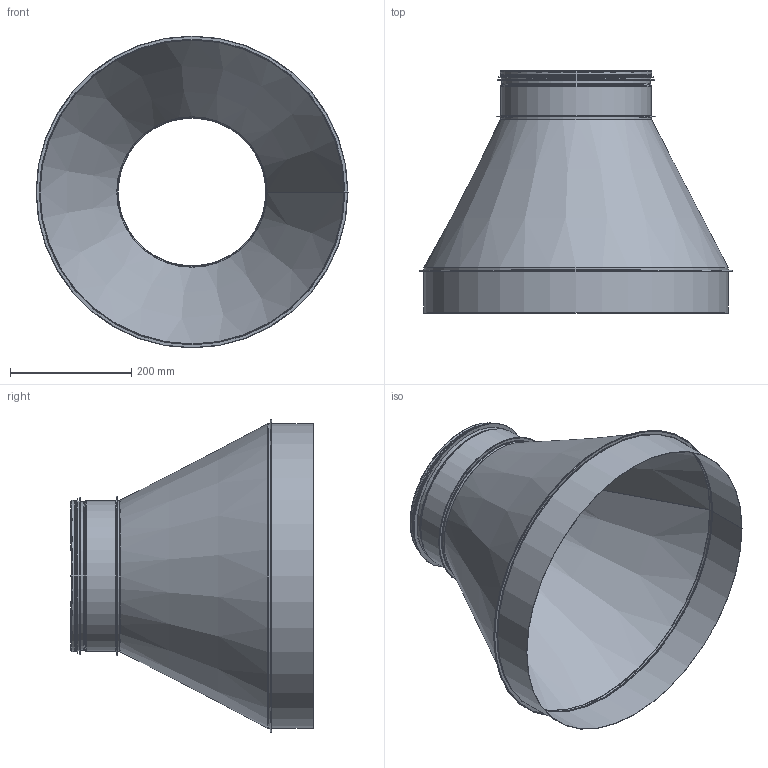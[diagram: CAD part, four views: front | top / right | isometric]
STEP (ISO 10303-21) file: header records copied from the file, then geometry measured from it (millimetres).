
FILE_DESCRIPTION((''),'2;1');
FILE_NAME('HFCM_500-250.stp','2014-02-19T14:11:04',(''),(''),'Autodesk Inventor 2013','Autodesk Inventor 2013','');
FILE_SCHEMA(('AUTOMOTIVE_DESIGN { 1 2 10303 214 0 1 1 1 }'));
Length unit declared in the file: millimetre
Products named in the file (6): HFCM_500-250; MuffMedFals-500; KonFallsadHFCM_500-250; StosMedFals-250; StosMedFalsRörämne-250; 999007
Assembly tree (5 placements, depth 3):
  HFCM_500-250
    MuffMedFals-500
    KonFallsadHFCM_500-250
    StosMedFals-250
      StosMedFalsRörämne-250
      999007
Bounding box: 515.52 x 398.99 x 515.52 mm (x, y, z)
Volume: 338327 mm3; surface area: 1151232.5 mm2
Topology: 4 solids, 4 shells, 131 faces, 259 edges, 139 vertices
Faces by surface type: plane 71, torus 30, cylinder 22, cone 8
Full cylindrical faces by diameter (mm): 243.1 x1, 244.1 x1, 245.3 x1, 247.7 x1, 247.9 x5, 248.9 x3, 251.9 x1, 254.3 x1, 259.3 x1, 262.9 x1, 500.55 x2, 501.55 x1, 501.75 x1, 503.55 x1, 512.75 x1
Entity records: 3549 total; most frequent: DIRECTION 656, CARTESIAN_POINT 526, ORIENTED_EDGE 490, AXIS2_PLACEMENT_3D 269, EDGE_CURVE 245, EDGE_LOOP 150, VERTEX_POINT 139, STYLED_ITEM 135
